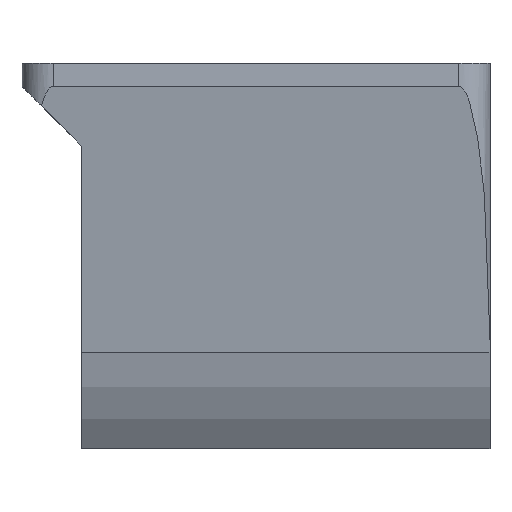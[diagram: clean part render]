
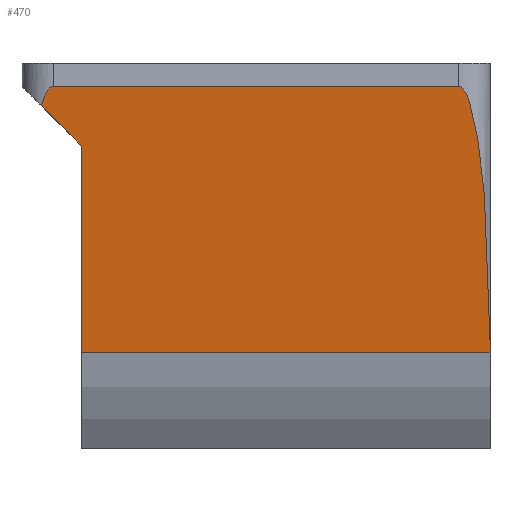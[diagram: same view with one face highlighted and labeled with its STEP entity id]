
A CAD part, left-side view. The second image highlights one B-rep face of the part: STEP entity #470.
In plain terms, the highlighted planar face has unit normal (-0.993, 0, -0.122).
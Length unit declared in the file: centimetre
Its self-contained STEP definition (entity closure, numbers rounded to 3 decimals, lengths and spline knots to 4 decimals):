
#112=PLANE('',#496);
#122=ELLIPSE('',#491,1.6417,0.2);
#123=ELLIPSE('',#497,1.6417,0.2);
#130=VECTOR('',#536,1.);
#136=VECTOR('',#549,1.);
#137=VECTOR('',#552,1.);
#138=VECTOR('',#553,1.);
#139=VECTOR('',#554,1.);
#162=LINE('',#634,#130);
#168=LINE('',#652,#136);
#169=LINE('',#656,#137);
#170=LINE('',#658,#138);
#171=LINE('',#660,#139);
#194=VERTEX_POINT('',#629);
#195=VERTEX_POINT('',#631);
#196=VERTEX_POINT('',#635);
#204=VERTEX_POINT('',#653);
#205=VERTEX_POINT('',#655);
#206=VERTEX_POINT('',#657);
#207=VERTEX_POINT('',#659);
#247=EDGE_CURVE('',#194,#195,#122,.T.);
#249=EDGE_CURVE('',#195,#196,#162,.T.);
#258=EDGE_CURVE('',#204,#194,#168,.T.);
#259=EDGE_CURVE('',#205,#204,#123,.T.);
#260=EDGE_CURVE('',#205,#206,#169,.T.);
#261=EDGE_CURVE('',#206,#207,#170,.T.);
#262=EDGE_CURVE('',#196,#207,#171,.T.);
#318=ORIENTED_EDGE('',*,*,#247,.F.);
#319=ORIENTED_EDGE('',*,*,#258,.F.);
#320=ORIENTED_EDGE('',*,*,#259,.F.);
#321=ORIENTED_EDGE('',*,*,#260,.T.);
#322=ORIENTED_EDGE('',*,*,#261,.T.);
#323=ORIENTED_EDGE('',*,*,#262,.F.);
#324=ORIENTED_EDGE('',*,*,#249,.F.);
#424=EDGE_LOOP('',(#318,#319,#320,#321,#322,#323,#324));
#447=FACE_BOUND('',#424,.T.);
#470=ADVANCED_FACE('',(#447),#112,.T.);
#491=AXIS2_PLACEMENT_3D('',#630,#532,#533);
#496=AXIS2_PLACEMENT_3D('',#651,#548,$);
#497=AXIS2_PLACEMENT_3D('',#654,#550,#551);
#532=DIRECTION('',(0.993,0.,0.122));
#533=DIRECTION('',(-0.2,0.,1.629));
#536=DIRECTION('',(0.122,0.,-0.993));
#548=DIRECTION('',(-0.993,0.,-0.122));
#549=DIRECTION('',(0.,-1.,0.));
#550=DIRECTION('',(0.993,0.,0.122));
#551=DIRECTION('',(-0.2,0.,1.629));
#552=DIRECTION('',(0.086,-0.704,-0.704));
#553=DIRECTION('',(0.122,0.,-0.993));
#554=DIRECTION('',(0.,1.,0.));
#629=CARTESIAN_POINT('',(-1.5,-1.3,0.));
#630=CARTESIAN_POINT('',(-1.3,-1.3,-1.6295));
#631=CARTESIAN_POINT('',(-1.3,-1.5,-1.6295));
#634=CARTESIAN_POINT('',(-1.5,-1.5,0.));
#635=CARTESIAN_POINT('',(-1.2903,-1.5,-1.7084));
#651=CARTESIAN_POINT('',(-1.3952,-1.5,-0.8542));
#652=CARTESIAN_POINT('',(-1.5,1.5,0.));
#653=CARTESIAN_POINT('',(-1.5,1.3,0.));
#654=CARTESIAN_POINT('',(-1.3,1.3,-1.6295));
#655=CARTESIAN_POINT('',(-1.4848,1.3764,-0.1236));
#656=CARTESIAN_POINT('',(-1.3833,0.5496,-0.9504));
#657=CARTESIAN_POINT('',(-1.4531,1.118,-0.382));
#658=CARTESIAN_POINT('',(-1.3911,1.118,-0.8873));
#659=CARTESIAN_POINT('',(-1.2903,1.118,-1.7084));
#660=CARTESIAN_POINT('',(-1.2903,-1.5,-1.7084));
